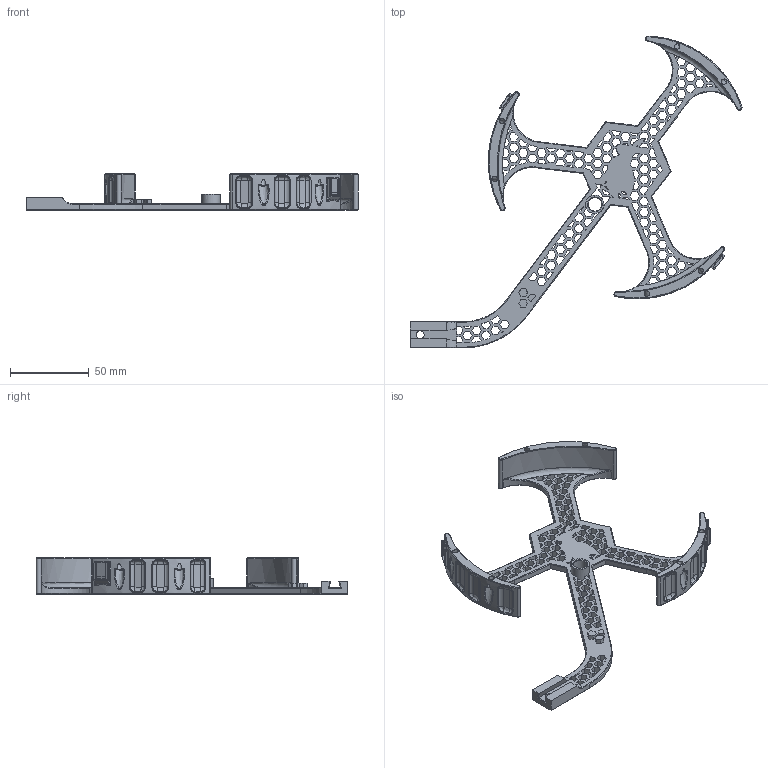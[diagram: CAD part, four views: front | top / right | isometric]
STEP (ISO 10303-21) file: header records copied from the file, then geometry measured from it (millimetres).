
FILE_DESCRIPTION(/* description */ (''),/* implementation_level */ '2;1');
FILE_NAME(/* name */ 'a_Support_Arm_xN_v18.step',/* time_stamp */ '2023-12-01T06:21:14-08:00',/* author */ (''),/* organization */ (''),/* preprocessor_version */ 'ST-DEVELOPER v20',/* originating_system */ 'Autodesk Translation Framework v12.14.0.127',/* authorisation */ '');
FILE_SCHEMA (('AUTOMOTIVE_DESIGN { 1 0 10303 214 3 1 1 }'));
Length unit declared in the file: millimetre
Products named in the file (1): (Unsaved)
Bounding box: 210.13 x 197.3 x 22.85 mm (x, y, z)
Volume: 48882.4 mm3; surface area: 39398.6 mm2
Topology: 4 solids, 4 shells, 1488 faces, 4147 edges, 2683 vertices
Faces by surface type: plane 1030, bspline 284, cylinder 109, cone 62, torus 3
Full cylindrical faces by diameter (mm): 3.3 x6, 4.9 x1, 8.5 x1, 11.7 x1
Entity records: 54832 total; most frequent: CARTESIAN_POINT 18064, ORIENTED_EDGE 8294, DIRECTION 6299, EDGE_CURVE 4147, LINE 3183, VECTOR 3183, VERTEX_POINT 2683, EDGE_LOOP 1850
